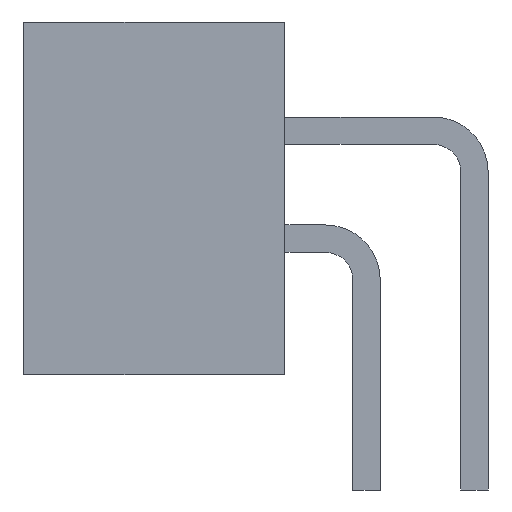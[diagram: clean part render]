
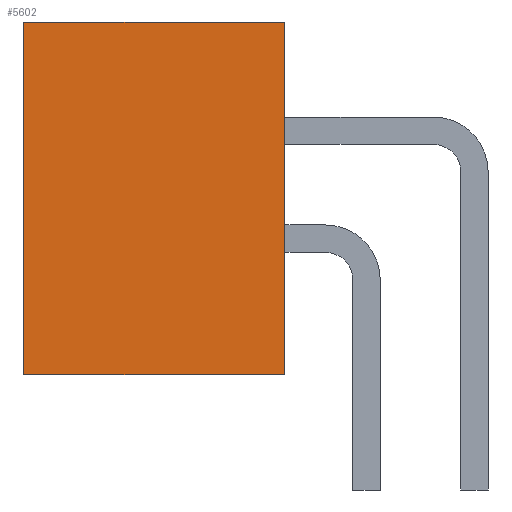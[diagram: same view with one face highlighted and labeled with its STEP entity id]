
A CAD part, left-side view. The second image highlights one B-rep face of the part: STEP entity #5602.
In plain terms, the highlighted planar face has unit normal (-1, 0, 0).
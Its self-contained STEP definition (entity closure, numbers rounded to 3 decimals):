
#5537=CARTESIAN_POINT('',(-6.192,2.524,0.));
#5538=VERTEX_POINT('',#5537);
#5539=CARTESIAN_POINT('',(-6.192,2.524,6.538));
#5540=VERTEX_POINT('',#5539);
#5541=CARTESIAN_POINT('',(-6.192,2.524,0.));
#5542=DIRECTION('',(0.0,0.0,1.0));
#5543=VECTOR('',#5542,6.538);
#5544=LINE('',#5541,#5543);
#5545=EDGE_CURVE('',#5538,#5540,#5544,.T.);
#5572=CARTESIAN_POINT('',(-6.192,2.283,6.865));
#5573=DIRECTION('',(1.0,0.0,0.0));
#5574=DIRECTION('',(0.0,0.0,-1.0));
#5575=AXIS2_PLACEMENT_3D('',#5572,#5573,#5574);
#5576=PLANE('',#5575);
#5577=ORIENTED_EDGE('',*,*,#5545,.T.);
#5578=CARTESIAN_POINT('',(-6.192,7.35,6.538));
#5579=VERTEX_POINT('',#5578);
#5580=CARTESIAN_POINT('',(-6.192,7.35,6.538));
#5581=DIRECTION('',(0.0,-1.0,0.0));
#5582=VECTOR('',#5581,4.826);
#5583=LINE('',#5580,#5582);
#5584=EDGE_CURVE('',#5579,#5540,#5583,.T.);
#5585=ORIENTED_EDGE('',*,*,#5584,.F.);
#5586=CARTESIAN_POINT('',(-6.192,7.35,0.));
#5587=VERTEX_POINT('',#5586);
#5588=CARTESIAN_POINT('',(-6.192,7.35,0.));
#5589=DIRECTION('',(0.0,0.0,1.0));
#5590=VECTOR('',#5589,6.538);
#5591=LINE('',#5588,#5590);
#5592=EDGE_CURVE('',#5587,#5579,#5591,.T.);
#5593=ORIENTED_EDGE('',*,*,#5592,.F.);
#5594=CARTESIAN_POINT('',(-6.192,2.524,0.));
#5595=DIRECTION('',(0.0,1.0,0.0));
#5596=VECTOR('',#5595,4.826);
#5597=LINE('',#5594,#5596);
#5598=EDGE_CURVE('',#5538,#5587,#5597,.T.);
#5599=ORIENTED_EDGE('',*,*,#5598,.F.);
#5600=EDGE_LOOP('',(#5577,#5585,#5593,#5599));
#5601=FACE_OUTER_BOUND('',#5600,.T.);
#5602=ADVANCED_FACE('',(#5601),#5576,.F.);
